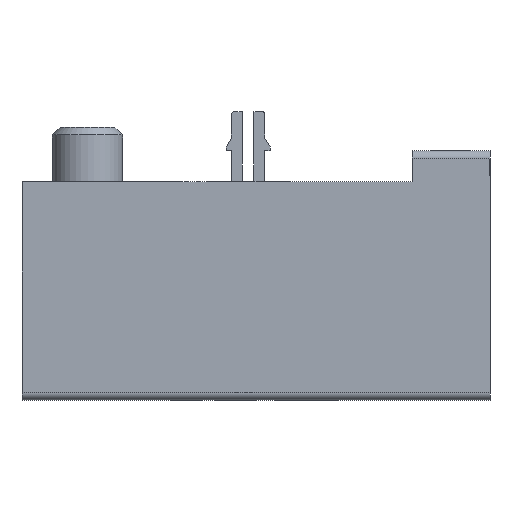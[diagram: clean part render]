
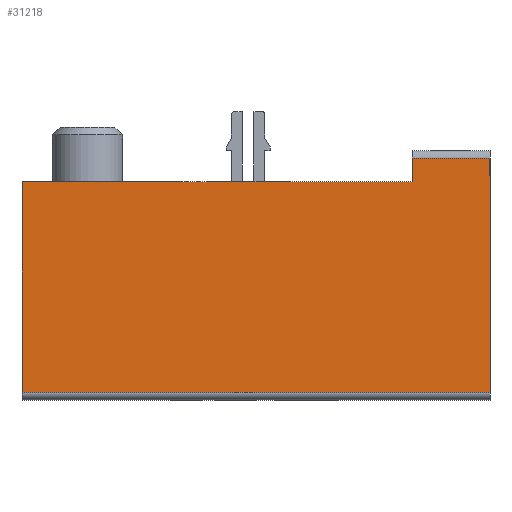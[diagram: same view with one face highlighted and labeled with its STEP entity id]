
A CAD part, front view. The second image highlights one B-rep face of the part: STEP entity #31218.
In plain terms, the highlighted planar face has unit normal (0, -1, 0).
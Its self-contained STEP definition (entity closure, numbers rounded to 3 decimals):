
#3425=DIRECTION('',(1.,0.,0.));
#3426=VECTOR('',#3425,30.);
#3427=CARTESIAN_POINT('',(-15.,-26.4,-7.5));
#3428=LINE('',#3427,#3426);
#3434=DIRECTION('',(0.,0.,-1.));
#3435=VECTOR('',#3434,15.);
#3436=CARTESIAN_POINT('',(15.,-26.4,7.5));
#3437=LINE('',#3436,#3435);
#3495=DIRECTION('',(0.,0.,1.));
#3496=VECTOR('',#3495,13.5);
#3497=CARTESIAN_POINT('',(-15.,-26.4,-7.5));
#3498=LINE('',#3497,#3496);
#3696=DIRECTION('',(1.,0.,0.));
#3697=VECTOR('',#3696,25.);
#3698=CARTESIAN_POINT('',(-15.,-26.4,6.));
#3699=LINE('',#3698,#3697);
#5774=DIRECTION('',(-1.,0.,0.));
#5775=VECTOR('',#5774,5.);
#5776=CARTESIAN_POINT('',(15.,-26.4,7.5));
#5777=LINE('',#5776,#5775);
#5788=DIRECTION('',(0.,0.,1.));
#5789=VECTOR('',#5788,1.5);
#5790=CARTESIAN_POINT('',(10.,-26.4,6.));
#5791=LINE('',#5790,#5789);
#21883=CARTESIAN_POINT('',(-15.,-26.4,-7.5));
#21884=CARTESIAN_POINT('',(15.,-26.4,-7.5));
#21885=VERTEX_POINT('',#21883);
#21886=VERTEX_POINT('',#21884);
#21887=CARTESIAN_POINT('',(15.,-26.4,7.5));
#21888=VERTEX_POINT('',#21887);
#21889=CARTESIAN_POINT('',(10.,-26.4,7.5));
#21890=VERTEX_POINT('',#21889);
#21891=CARTESIAN_POINT('',(10.,-26.4,6.));
#21892=VERTEX_POINT('',#21891);
#21893=CARTESIAN_POINT('',(-15.,-26.4,6.));
#21894=VERTEX_POINT('',#21893);
#31201=CARTESIAN_POINT('',(0.,-26.4,0.));
#31202=DIRECTION('',(0.,1.,0.));
#31203=DIRECTION('',(1.,0.,0.));
#31204=AXIS2_PLACEMENT_3D('',#31201,#31202,#31203);
#31205=PLANE('',#31204);
#31206=ORIENTED_EDGE('',*,*,#31148,.F.);
#31208=ORIENTED_EDGE('',*,*,#31207,.T.);
#31210=ORIENTED_EDGE('',*,*,#31209,.T.);
#31212=ORIENTED_EDGE('',*,*,#31211,.T.);
#31214=ORIENTED_EDGE('',*,*,#31213,.F.);
#31215=ORIENTED_EDGE('',*,*,#31159,.T.);
#31216=EDGE_LOOP('',(#31206,#31208,#31210,#31212,#31214,#31215));
#31217=FACE_OUTER_BOUND('',#31216,.F.);
#31148=EDGE_CURVE('',#21885,#21886,#3428,.T.);
#31159=EDGE_CURVE('',#21888,#21886,#3437,.T.);
#31207=EDGE_CURVE('',#21885,#21894,#3498,.T.);
#31209=EDGE_CURVE('',#21894,#21892,#3699,.T.);
#31211=EDGE_CURVE('',#21892,#21890,#5791,.T.);
#31213=EDGE_CURVE('',#21888,#21890,#5777,.T.);
#31218=ADVANCED_FACE('',(#31217),#31205,.F.);
